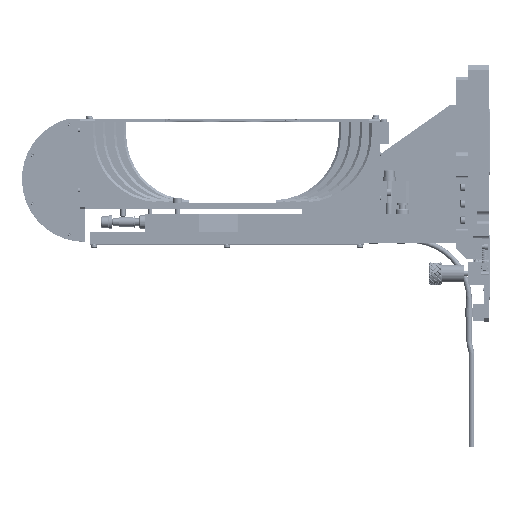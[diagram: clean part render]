
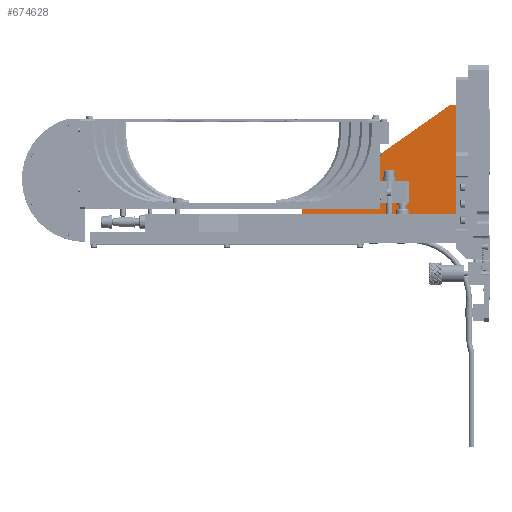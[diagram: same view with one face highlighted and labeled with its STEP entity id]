
A CAD part, top view. The second image highlights one B-rep face of the part: STEP entity #674628.
In plain terms, the highlighted planar face has unit normal (0, 0, 1).
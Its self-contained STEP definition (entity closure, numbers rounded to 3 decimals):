
#672739 = PLANE('',#672740);
#672740 = AXIS2_PLACEMENT_3D('',#672741,#672742,#672743);
#672741 = CARTESIAN_POINT('',(264.539,-75.181,
    -52.369));
#672742 = DIRECTION('',(0.,-1.,0.));
#672743 = DIRECTION('',(-1.,0.,0.));
#673639 = PLANE('',#673640);
#673640 = AXIS2_PLACEMENT_3D('',#673641,#673642,#673643);
#673641 = CARTESIAN_POINT('',(264.539,24.819,
    -52.369));
#673642 = DIRECTION('',(1.,0.,0.));
#673643 = DIRECTION('',(0.,-1.,0.));
#674217 = EDGE_CURVE('',#674218,#674220,#674222,.T.);
#674218 = VERTEX_POINT('',#674219);
#674219 = CARTESIAN_POINT('',(264.539,24.819,
    -52.369));
#674220 = VERTEX_POINT('',#674221);
#674221 = CARTESIAN_POINT('',(264.539,-75.181,
    -52.369));
#674222 = SURFACE_CURVE('',#674223,(#674227,#674234),.PCURVE_S1.);
#674223 = LINE('',#674224,#674225);
#674224 = CARTESIAN_POINT('',(264.539,24.819,
    -52.369));
#674225 = VECTOR('',#674226,1.);
#674226 = DIRECTION('',(0.,-1.,0.));
#674227 = PCURVE('',#673639,#674228);
#674228 = DEFINITIONAL_REPRESENTATION('',(#674229),#674233);
#674229 = LINE('',#674230,#674231);
#674230 = CARTESIAN_POINT('',(0.,0.));
#674231 = VECTOR('',#674232,1.);
#674232 = DIRECTION('',(1.,0.));
#674233 = ( GEOMETRIC_REPRESENTATION_CONTEXT(2) 
PARAMETRIC_REPRESENTATION_CONTEXT() REPRESENTATION_CONTEXT('2D SPACE',''
  ) );
#674234 = PCURVE('',#674235,#674240);
#674235 = PLANE('',#674236);
#674236 = AXIS2_PLACEMENT_3D('',#674237,#674238,#674239);
#674237 = CARTESIAN_POINT('',(210.379,-41.021,
    -52.369));
#674238 = DIRECTION('',(0.,0.,-1.));
#674239 = DIRECTION('',(0.,-1.,0.));
#674240 = DEFINITIONAL_REPRESENTATION('',(#674241),#674245);
#674241 = LINE('',#674242,#674243);
#674242 = CARTESIAN_POINT('',(-65.84,-54.16));
#674243 = VECTOR('',#674244,1.);
#674244 = DIRECTION('',(1.,0.));
#674245 = ( GEOMETRIC_REPRESENTATION_CONTEXT(2) 
PARAMETRIC_REPRESENTATION_CONTEXT() REPRESENTATION_CONTEXT('2D SPACE',''
  ) );
#674312 = PLANE('',#674313);
#674313 = AXIS2_PLACEMENT_3D('',#674314,#674315,#674316);
#674314 = CARTESIAN_POINT('',(259.539,24.819,
    -52.369));
#674315 = DIRECTION('',(0.,1.,0.));
#674316 = DIRECTION('',(1.,0.,0.));
#674339 = EDGE_CURVE('',#674340,#674218,#674342,.T.);
#674340 = VERTEX_POINT('',#674341);
#674341 = CARTESIAN_POINT('',(259.539,24.819,
    -52.369));
#674342 = SURFACE_CURVE('',#674343,(#674347,#674354),.PCURVE_S1.);
#674343 = LINE('',#674344,#674345);
#674344 = CARTESIAN_POINT('',(259.539,24.819,
    -52.369));
#674345 = VECTOR('',#674346,1.);
#674346 = DIRECTION('',(1.,0.,0.));
#674347 = PCURVE('',#674312,#674348);
#674348 = DEFINITIONAL_REPRESENTATION('',(#674349),#674353);
#674349 = LINE('',#674350,#674351);
#674350 = CARTESIAN_POINT('',(0.,0.));
#674351 = VECTOR('',#674352,1.);
#674352 = DIRECTION('',(1.,0.));
#674353 = ( GEOMETRIC_REPRESENTATION_CONTEXT(2) 
PARAMETRIC_REPRESENTATION_CONTEXT() REPRESENTATION_CONTEXT('2D SPACE',''
  ) );
#674354 = PCURVE('',#674235,#674355);
#674355 = DEFINITIONAL_REPRESENTATION('',(#674356),#674360);
#674356 = LINE('',#674357,#674358);
#674357 = CARTESIAN_POINT('',(-65.84,-49.16));
#674358 = VECTOR('',#674359,1.);
#674359 = DIRECTION('',(0.,-1.));
#674360 = ( GEOMETRIC_REPRESENTATION_CONTEXT(2) 
PARAMETRIC_REPRESENTATION_CONTEXT() REPRESENTATION_CONTEXT('2D SPACE',''
  ) );
#674400 = PLANE('',#674401);
#674401 = AXIS2_PLACEMENT_3D('',#674402,#674403,#674404);
#674402 = CARTESIAN_POINT('',(124.539,-70.181,
    -52.369));
#674403 = DIRECTION('',(-0.575,0.818,
    0.));
#674404 = DIRECTION('',(0.818,0.575,0.)
  );
#674415 = EDGE_CURVE('',#674416,#674340,#674418,.T.);
#674416 = VERTEX_POINT('',#674417);
#674417 = CARTESIAN_POINT('',(124.539,-70.181,
    -52.369));
#674418 = SURFACE_CURVE('',#674419,(#674423,#674430),.PCURVE_S1.);
#674419 = LINE('',#674420,#674421);
#674420 = CARTESIAN_POINT('',(124.539,-70.181,
    -52.369));
#674421 = VECTOR('',#674422,1.);
#674422 = DIRECTION('',(0.818,0.575,0.)
  );
#674423 = PCURVE('',#674400,#674424);
#674424 = DEFINITIONAL_REPRESENTATION('',(#674425),#674429);
#674425 = LINE('',#674426,#674427);
#674426 = CARTESIAN_POINT('',(0.,0.));
#674427 = VECTOR('',#674428,1.);
#674428 = DIRECTION('',(1.,0.));
#674429 = ( GEOMETRIC_REPRESENTATION_CONTEXT(2) 
PARAMETRIC_REPRESENTATION_CONTEXT() REPRESENTATION_CONTEXT('2D SPACE',''
  ) );
#674430 = PCURVE('',#674235,#674431);
#674431 = DEFINITIONAL_REPRESENTATION('',(#674432),#674436);
#674432 = LINE('',#674433,#674434);
#674433 = CARTESIAN_POINT('',(29.16,85.84));
#674434 = VECTOR('',#674435,1.);
#674435 = DIRECTION('',(-0.575,-0.818));
#674436 = ( GEOMETRIC_REPRESENTATION_CONTEXT(2) 
PARAMETRIC_REPRESENTATION_CONTEXT() REPRESENTATION_CONTEXT('2D SPACE',''
  ) );
#674476 = PLANE('',#674477);
#674477 = AXIS2_PLACEMENT_3D('',#674478,#674479,#674480);
#674478 = CARTESIAN_POINT('',(124.539,-75.181,
    -52.369));
#674479 = DIRECTION('',(-1.,0.,0.));
#674480 = DIRECTION('',(0.,1.,0.));
#674491 = EDGE_CURVE('',#674492,#674416,#674494,.T.);
#674492 = VERTEX_POINT('',#674493);
#674493 = CARTESIAN_POINT('',(124.539,-75.181,
    -52.369));
#674494 = SURFACE_CURVE('',#674495,(#674499,#674506),.PCURVE_S1.);
#674495 = LINE('',#674496,#674497);
#674496 = CARTESIAN_POINT('',(124.539,-75.181,
    -52.369));
#674497 = VECTOR('',#674498,1.);
#674498 = DIRECTION('',(0.,1.,0.));
#674499 = PCURVE('',#674476,#674500);
#674500 = DEFINITIONAL_REPRESENTATION('',(#674501),#674505);
#674501 = LINE('',#674502,#674503);
#674502 = CARTESIAN_POINT('',(0.,0.));
#674503 = VECTOR('',#674504,1.);
#674504 = DIRECTION('',(1.,0.));
#674505 = ( GEOMETRIC_REPRESENTATION_CONTEXT(2) 
PARAMETRIC_REPRESENTATION_CONTEXT() REPRESENTATION_CONTEXT('2D SPACE',''
  ) );
#674506 = PCURVE('',#674235,#674507);
#674507 = DEFINITIONAL_REPRESENTATION('',(#674508),#674512);
#674508 = LINE('',#674509,#674510);
#674509 = CARTESIAN_POINT('',(34.16,85.84));
#674510 = VECTOR('',#674511,1.);
#674511 = DIRECTION('',(-1.,0.));
#674512 = ( GEOMETRIC_REPRESENTATION_CONTEXT(2) 
PARAMETRIC_REPRESENTATION_CONTEXT() REPRESENTATION_CONTEXT('2D SPACE',''
  ) );
#674562 = EDGE_CURVE('',#674220,#674492,#674563,.T.);
#674563 = SURFACE_CURVE('',#674564,(#674568,#674575),.PCURVE_S1.);
#674564 = LINE('',#674565,#674566);
#674565 = CARTESIAN_POINT('',(264.539,-75.181,
    -52.369));
#674566 = VECTOR('',#674567,1.);
#674567 = DIRECTION('',(-1.,0.,0.));
#674568 = PCURVE('',#672739,#674569);
#674569 = DEFINITIONAL_REPRESENTATION('',(#674570),#674574);
#674570 = LINE('',#674571,#674572);
#674571 = CARTESIAN_POINT('',(0.,0.));
#674572 = VECTOR('',#674573,1.);
#674573 = DIRECTION('',(1.,0.));
#674574 = ( GEOMETRIC_REPRESENTATION_CONTEXT(2) 
PARAMETRIC_REPRESENTATION_CONTEXT() REPRESENTATION_CONTEXT('2D SPACE',''
  ) );
#674575 = PCURVE('',#674235,#674576);
#674576 = DEFINITIONAL_REPRESENTATION('',(#674577),#674581);
#674577 = LINE('',#674578,#674579);
#674578 = CARTESIAN_POINT('',(34.16,-54.16));
#674579 = VECTOR('',#674580,1.);
#674580 = DIRECTION('',(0.,1.));
#674581 = ( GEOMETRIC_REPRESENTATION_CONTEXT(2) 
PARAMETRIC_REPRESENTATION_CONTEXT() REPRESENTATION_CONTEXT('2D SPACE',''
  ) );
#674628 = ADVANCED_FACE('',(#674629),#674235,.F.);
#674629 = FACE_BOUND('',#674630,.T.);
#674630 = EDGE_LOOP('',(#674631,#674632,#674633,#674634,#674635));
#674631 = ORIENTED_EDGE('',*,*,#674562,.F.);
#674632 = ORIENTED_EDGE('',*,*,#674217,.F.);
#674633 = ORIENTED_EDGE('',*,*,#674339,.F.);
#674634 = ORIENTED_EDGE('',*,*,#674415,.F.);
#674635 = ORIENTED_EDGE('',*,*,#674491,.F.);
